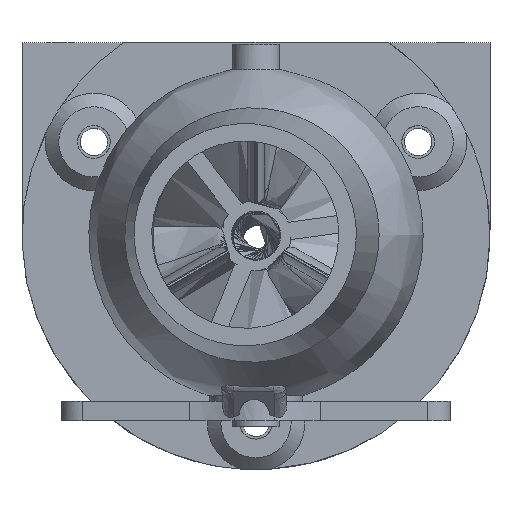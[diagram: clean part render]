
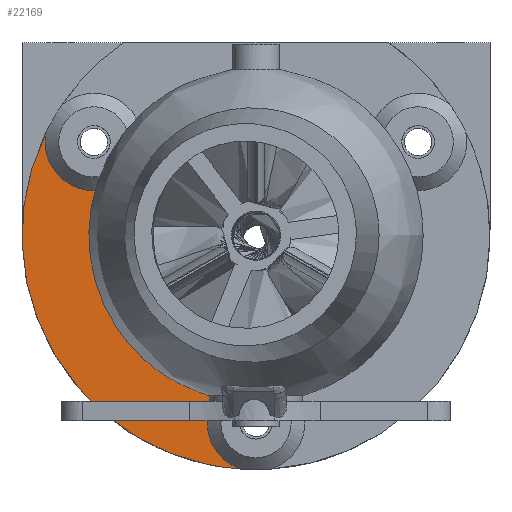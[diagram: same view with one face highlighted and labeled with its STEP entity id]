
A CAD part, top view. The second image highlights one B-rep face of the part: STEP entity #22169.
In plain terms, the highlighted free-form (B-spline) face has degree [1, 1] with [2, 2] control points.
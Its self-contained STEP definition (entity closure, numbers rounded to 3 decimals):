
#21692 = VERTEX_POINT('',#21693);
#21693 = CARTESIAN_POINT('',(-3.962,-39.904,
    111.023));
#21702 = EDGE_CURVE('',#21703,#21692,#21705,.T.);
#21703 = VERTEX_POINT('',#21704);
#21704 = CARTESIAN_POINT('',(-37.981,19.018,
    111.023));
#21705 = ( BOUNDED_CURVE() B_SPLINE_CURVE(2,(#21706,#21707,#21708),
.UNSPECIFIED.,.F.,.F.) B_SPLINE_CURVE_WITH_KNOTS((3,3),(4.254,
6.218),.PIECEWISE_BEZIER_KNOTS.) CURVE() 
GEOMETRIC_REPRESENTATION_ITEM() RATIONAL_B_SPLINE_CURVE((1.,
0.555,1.)) REPRESENTATION_ITEM('') );
#21706 = CARTESIAN_POINT('',(-37.981,19.018,
    111.023));
#21707 = CARTESIAN_POINT('',(-65.084,-35.912,
    111.023));
#21708 = CARTESIAN_POINT('',(-3.962,-39.904,
    111.023));
#22126 = VERTEX_POINT('',#22127);
#22127 = CARTESIAN_POINT('',(-3.36,-23.541,
    111.023));
#22136 = EDGE_CURVE('',#21692,#22126,#22137,.T.);
#22137 = ( BOUNDED_CURVE() B_SPLINE_CURVE(2,(#22138,#22139,#22140),
.UNSPECIFIED.,.F.,.F.) B_SPLINE_CURVE_WITH_KNOTS((3,3),(5.031,
7.609),.PIECEWISE_BEZIER_KNOTS.) CURVE() 
GEOMETRIC_REPRESENTATION_ITEM() RATIONAL_B_SPLINE_CURVE((1.,
0.278,1.)) REPRESENTATION_ITEM('') );
#22138 = CARTESIAN_POINT('',(-3.962,-39.904,
    111.023));
#22139 = CARTESIAN_POINT('',(-31.957,-30.682,
    111.023));
#22140 = CARTESIAN_POINT('',(-3.36,-23.541,
    111.023));
#22169 = ADVANCED_FACE('',(#22170),#22188,.T.);
#22170 = FACE_BOUND('',#22171,.T.);
#22171 = EDGE_LOOP('',(#22172,#22180,#22181,#22182));
#22172 = ORIENTED_EDGE('',*,*,#22173,.T.);
#22173 = EDGE_CURVE('',#22174,#21703,#22176,.T.);
#22174 = VERTEX_POINT('',#22175);
#22175 = CARTESIAN_POINT('',(-23.509,11.357,
    111.023));
#22176 = ( BOUNDED_CURVE() B_SPLINE_CURVE(2,(#22177,#22178,#22179),
.UNSPECIFIED.,.F.,.F.) B_SPLINE_CURVE_WITH_KNOTS((3,3),(1.816,
4.394),.PIECEWISE_BEZIER_KNOTS.) CURVE() 
GEOMETRIC_REPRESENTATION_ITEM() RATIONAL_B_SPLINE_CURVE((1.,
0.278,1.)) REPRESENTATION_ITEM('') );
#22177 = CARTESIAN_POINT('',(-23.509,11.357,
    111.023));
#22178 = CARTESIAN_POINT('',(-43.992,-9.838,
    111.023));
#22179 = CARTESIAN_POINT('',(-37.981,19.018,
    111.023));
#22180 = ORIENTED_EDGE('',*,*,#21702,.T.);
#22181 = ORIENTED_EDGE('',*,*,#22136,.T.);
#22182 = ORIENTED_EDGE('',*,*,#22183,.F.);
#22183 = EDGE_CURVE('',#22174,#22126,#22184,.T.);
#22184 = ( BOUNDED_CURVE() B_SPLINE_CURVE(2,(#22185,#22186,#22187),
.UNSPECIFIED.,.F.,.F.) B_SPLINE_CURVE_WITH_KNOTS((3,3),(4.273,
6.199),.PIECEWISE_BEZIER_KNOTS.) CURVE() 
GEOMETRIC_REPRESENTATION_ITEM() RATIONAL_B_SPLINE_CURVE((1.,
0.571,1.)) REPRESENTATION_ITEM('') );
#22185 = CARTESIAN_POINT('',(-23.509,11.357,
    111.023));
#22186 = CARTESIAN_POINT('',(-38.517,-20.573,
    111.023));
#22187 = CARTESIAN_POINT('',(-3.36,-23.541,
    111.023));
#22188 = B_SPLINE_SURFACE_WITH_KNOTS('',1,1,(
    (#22189,#22190)
    ,(#22191,#22192
    )),.UNSPECIFIED.,.F.,.F.,.F.,(2,2),(2,2),(-13.275,
    29.936),(-30.,-1.514),.PIECEWISE_BEZIER_KNOTS.);
#22189 = CARTESIAN_POINT('',(-42.204,19.018,
    111.023));
#22190 = CARTESIAN_POINT('',(-3.36,19.018,
    111.023));
#22191 = CARTESIAN_POINT('',(-42.204,-39.904,
    111.023));
#22192 = CARTESIAN_POINT('',(-3.36,-39.904,
    111.023));
